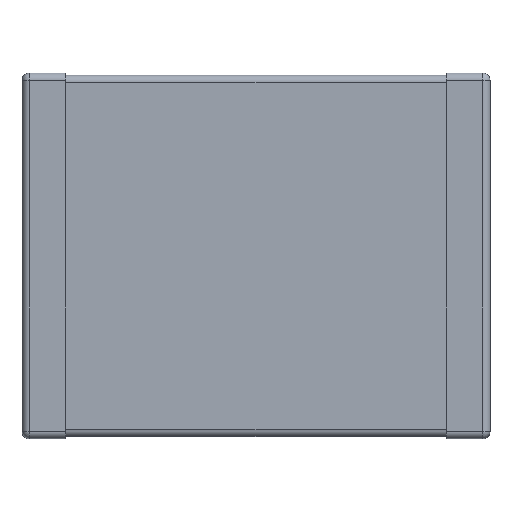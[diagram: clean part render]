
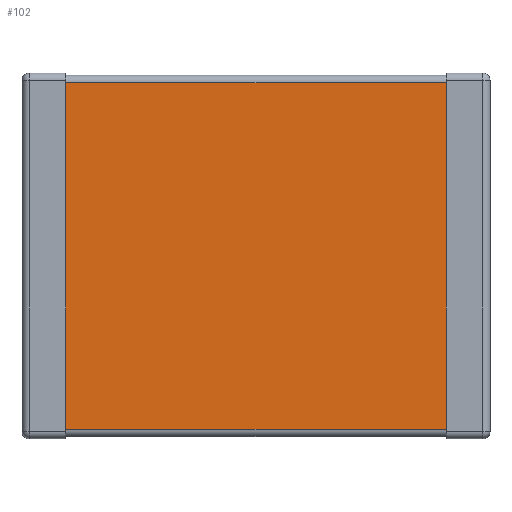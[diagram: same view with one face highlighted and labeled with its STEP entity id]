
A CAD part, top view. The second image highlights one B-rep face of the part: STEP entity #102.
In plain terms, the highlighted planar face has unit normal (0, 0, 1).
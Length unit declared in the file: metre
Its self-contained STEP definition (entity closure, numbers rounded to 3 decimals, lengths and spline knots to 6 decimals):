
#102 = ADVANCED_FACE( '', ( #230 ), #231, .F. );
#230 = FACE_OUTER_BOUND( '', #385, .T. );
#231 = PLANE( '', #386 );
#385 = EDGE_LOOP( '', ( #584, #585, #586, #587 ) );
#386 = AXIS2_PLACEMENT_3D( '', #588, #589, #590 );
#584 = ORIENTED_EDGE( '', *, *, #908, .T. );
#585 = ORIENTED_EDGE( '', *, *, #924, .T. );
#586 = ORIENTED_EDGE( '', *, *, #896, .F. );
#587 = ORIENTED_EDGE( '', *, *, #925, .T. );
#588 = CARTESIAN_POINT( '', ( 0., -0.001235, 0.001135 ) );
#589 = DIRECTION( '', ( 0., 0., -1. ) );
#590 = DIRECTION( '', ( -1., 0., 0. ) );
#896 = EDGE_CURVE( '', #1060, #1062, #1063, .T. );
#908 = EDGE_CURVE( '', #1084, #1082, #1085, .T. );
#924 = EDGE_CURVE( '', #1082, #1062, #1109, .T. );
#925 = EDGE_CURVE( '', #1060, #1084, #1110, .F. );
#1060 = VERTEX_POINT( '', #1270 );
#1062 = VERTEX_POINT( '', #1272 );
#1063 = LINE( '', #1273, #1274 );
#1082 = VERTEX_POINT( '', #1297 );
#1084 = VERTEX_POINT( '', #1299 );
#1085 = LINE( '', #1300, #1301 );
#1109 = LINE( '', #1330, #1331 );
#1110 = LINE( '', #1332, #1333 );
#1270 = CARTESIAN_POINT( '', ( -0.00145, -0.001185, 0.001135 ) );
#1272 = CARTESIAN_POINT( '', ( -0.00145, 0.001185, 0.001135 ) );
#1273 = CARTESIAN_POINT( '', ( -0.00145, -0.001235, 0.001135 ) );
#1274 = VECTOR( '', #1508, 1. );
#1297 = CARTESIAN_POINT( '', ( 0.00145, 0.001185, 0.001135 ) );
#1299 = CARTESIAN_POINT( '', ( 0.00145, -0.001185, 0.001135 ) );
#1300 = CARTESIAN_POINT( '', ( 0.00145, -0.001235, 0.001135 ) );
#1301 = VECTOR( '', #1528, 1. );
#1330 = CARTESIAN_POINT( '', ( -0.00145, 0.001185, 0.001135 ) );
#1331 = VECTOR( '', #1552, 1. );
#1332 = CARTESIAN_POINT( '', ( 0.00145, -0.001185, 0.001135 ) );
#1333 = VECTOR( '', #1553, 1. );
#1508 = DIRECTION( '', ( 0., 1., 0. ) );
#1528 = DIRECTION( '', ( 0., 1., 0. ) );
#1552 = DIRECTION( '', ( -1., 0., 0. ) );
#1553 = DIRECTION( '', ( -1., 0., 0. ) );
